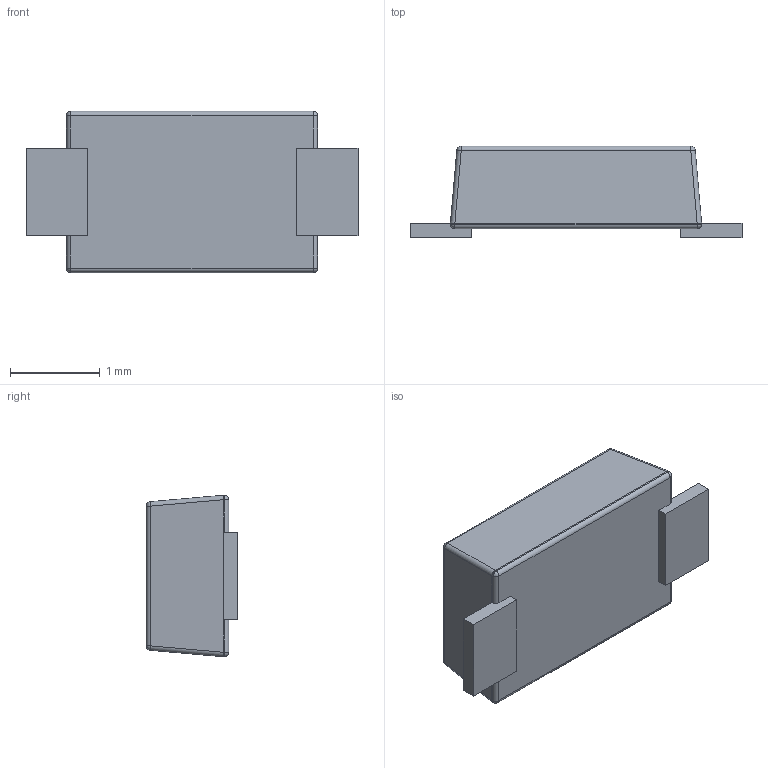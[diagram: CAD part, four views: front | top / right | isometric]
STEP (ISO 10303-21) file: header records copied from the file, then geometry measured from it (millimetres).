
FILE_DESCRIPTION (( 'STEP AP214' ), '1' );
FILE_NAME ('BZD27C11PW.STEP', '2023-01-12T15:32:59', ( '' ), ( '' ), 'SwSTEP 2.0', 'SolidWorks 2021', '' );
FILE_SCHEMA (( 'AUTOMOTIVE_DESIGN' ));
Length unit declared in the file: millimetre
Products named in the file (1): BZD27C11PW
Bounding box: 3.7 x 1.02 x 1.8 mm (x, y, z)
Volume: 4.5 mm3; surface area: 21.9 mm2
Topology: 4 solids, 4 shells, 70 faces, 154 edges, 84 vertices
Faces by surface type: plane 44, cylinder 18, sphere 8
Entity records: 1859 total; most frequent: CARTESIAN_POINT 313, DIRECTION 312, ORIENTED_EDGE 292, EDGE_CURVE 146, VECTOR 114, LINE 114, AXIS2_PLACEMENT_3D 99, VERTEX_POINT 84
